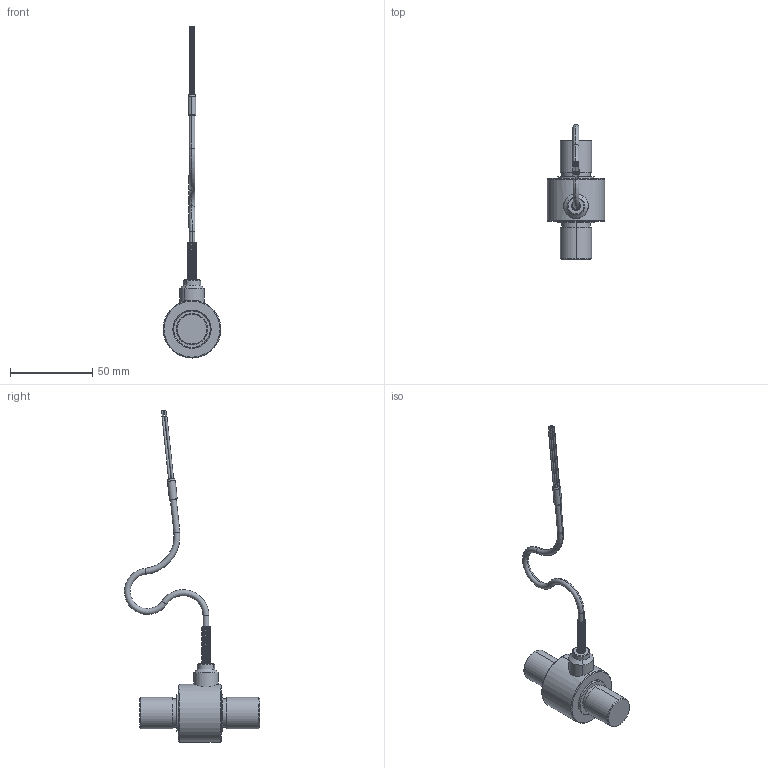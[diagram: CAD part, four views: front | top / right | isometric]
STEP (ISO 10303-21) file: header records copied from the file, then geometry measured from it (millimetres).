
FILE_DESCRIPTION (( 'STEP AP214' ), '1' );
FILE_NAME ('PC3-7.5K to 10K X1 (STEP).STEP', '2021-08-05T22:43:52', ( '' ), ( '' ), 'SwSTEP 2.0', 'SolidWorks 2021', '' );
FILE_SCHEMA (( 'AUTOMOTIVE_DESIGN' ));
Length unit declared in the file: inch
Products named in the file (1): PC3-7.5K to 10K X1 (STEP)
Bounding box: 35.05 x 82.06 x 201.65 mm (x, y, z)
Volume: 33714.7 mm3; surface area: 17334.5 mm2
Topology: 5 solids, 5 shells, 150 faces, 313 edges, 191 vertices
Faces by surface type: cylinder 72, plane 34, cone 32, torus 10, bspline 2
Entity records: 14882 total; most frequent: CARTESIAN_POINT 9570, DIRECTION 754, ORIENTED_EDGE 626, AXIS2_PLACEMENT_3D 323, EDGE_CURVE 313, VERTEX_POINT 191, CIRCLE 174, EDGE_LOOP 174
